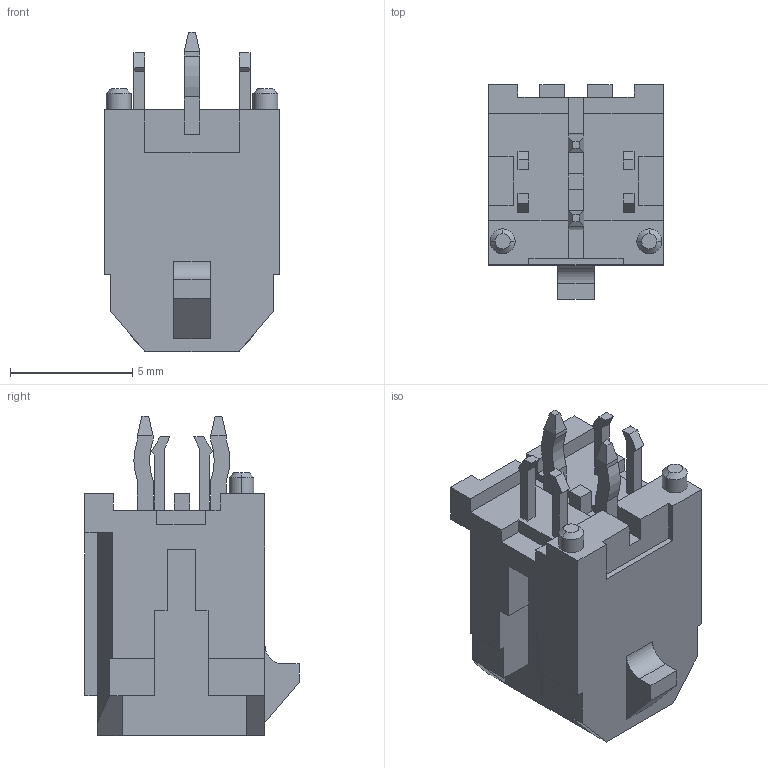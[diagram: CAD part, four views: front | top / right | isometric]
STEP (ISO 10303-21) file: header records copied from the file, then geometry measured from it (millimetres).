
FILE_DESCRIPTION (( 'STEP AP214' ), '1' );
FILE_NAME ('reoriented-43045-0225.STEP', '2023-10-13T10:34:49', ( '' ), ( '' ), 'SwSTEP 2.0', 'SolidWorks 2021', '' );
FILE_SCHEMA (( 'AUTOMOTIVE_DESIGN' ));
Length unit declared in the file: millimetre
Products named in the file (1): reoriented-43045-0225
Bounding box: 7.15 x 8.77 x 13.09 mm (x, y, z)
Volume: 320.9 mm3; surface area: 640.1 mm2
Topology: 1 solids, 1 shells, 224 faces, 583 edges, 374 vertices
Faces by surface type: plane 209, cylinder 9, cone 6
Entity records: 6715 total; most frequent: CARTESIAN_POINT 1182, ORIENTED_EDGE 1166, DIRECTION 1059, EDGE_CURVE 583, VECTOR 557, LINE 557, VERTEX_POINT 374, AXIS2_PLACEMENT_3D 251
